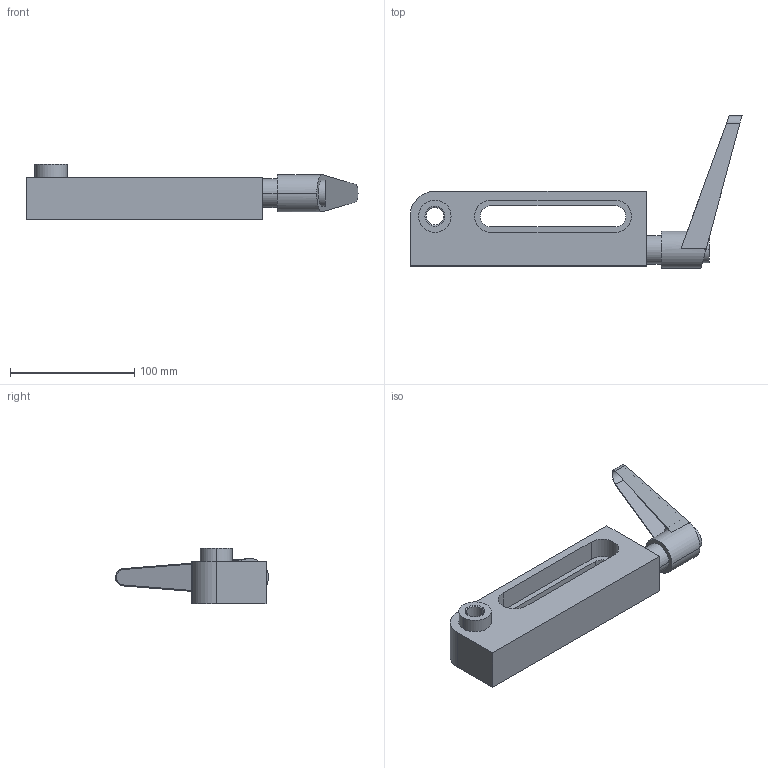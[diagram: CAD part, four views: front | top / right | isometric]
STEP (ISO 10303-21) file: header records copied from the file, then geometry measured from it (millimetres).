
FILE_DESCRIPTION(('STEP AP214'),'1');
FILE_NAME('HALDERN_EH_23220_0170.stp','2015-06-16T11:43:10',('TraceParts'),('TraceParts S.A.'),'Spatial InterOp 3D',' ',' ');
FILE_SCHEMA(('automotive_design'));
Length unit declared in the file: millimetre
Products named in the file (3): 1; 2; 3
Bounding box: 266.9 x 123 x 45 mm (x, y, z)
Volume: 328101.2 mm3; surface area: 67947.7 mm2
Topology: 3 solids, 3 shells, 68 faces, 168 edges, 110 vertices
Faces by surface type: plane 37, cylinder 23, cone 8
Entity records: 2624 total; most frequent: DIRECTION 360, CARTESIAN_POINT 357, ORIENTED_EDGE 328, EDGE_CURVE 164, AXIS2_PLACEMENT_3D 131, VERTEX_POINT 110, LINE 98, VECTOR 98
